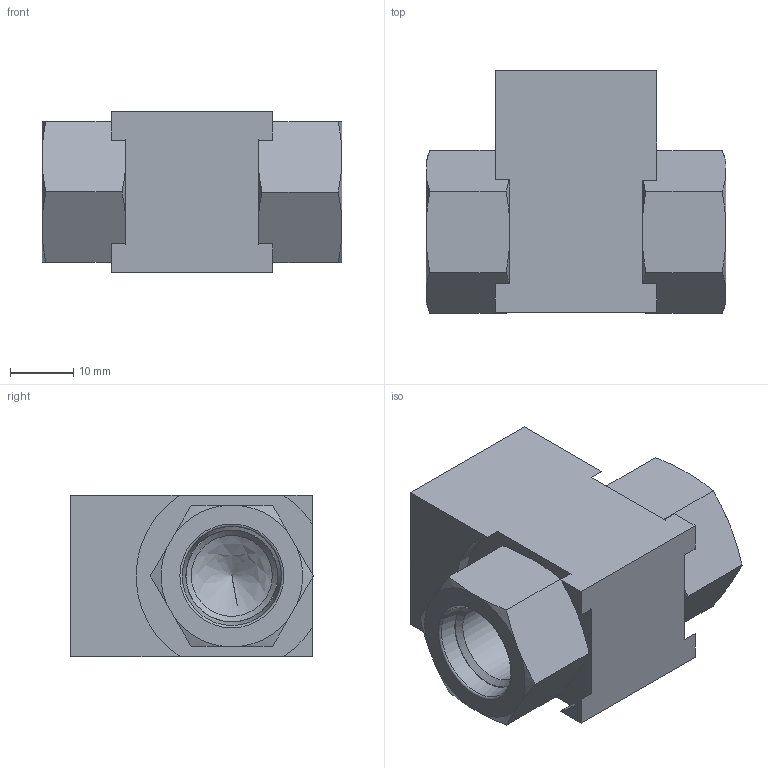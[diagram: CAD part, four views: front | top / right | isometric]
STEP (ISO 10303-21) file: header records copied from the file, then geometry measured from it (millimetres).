
FILE_DESCRIPTION((''),'2;1');
FILE_NAME('60125-6T.stp','2013-07-25T09:45:20',('jml'),(''),'Autodesk Inventor 2010','Autodesk Inventor 2010','');
FILE_SCHEMA(('AUTOMOTIVE_DESIGN { 1 0 10303 214 1 1 1 1 }'));
Length unit declared in the file: inch
Products named in the file (4): 60125-6T (LevelofDetail1); 300111-6; 220661; 908 O-RING
Assembly tree (5 placements, depth 2):
  60125-6T (LevelofDetail1)
    300111-6
    220661  x2
    908 O-RING  x2
Bounding box: 47.24 x 38.24 x 25.4 mm (x, y, z)
Volume: 26568.5 mm3; surface area: 12879 mm2
Topology: 5 solids, 5 shells, 106 faces, 256 edges, 165 vertices
Faces by surface type: plane 38, cone 38, cylinder 12, bspline 11, torus 7
Full cylindrical faces by diameter (mm): 15.748 x1, 16.815 x2, 19.05 x2, 24.638 x1
Entity records: 2310 total; most frequent: CARTESIAN_POINT 630, DIRECTION 321, ORIENTED_EDGE 298, EDGE_CURVE 149, AXIS2_PLACEMENT_3D 133, VERTEX_POINT 109, EDGE_LOOP 106, FACE_OUTER_BOUND 73
